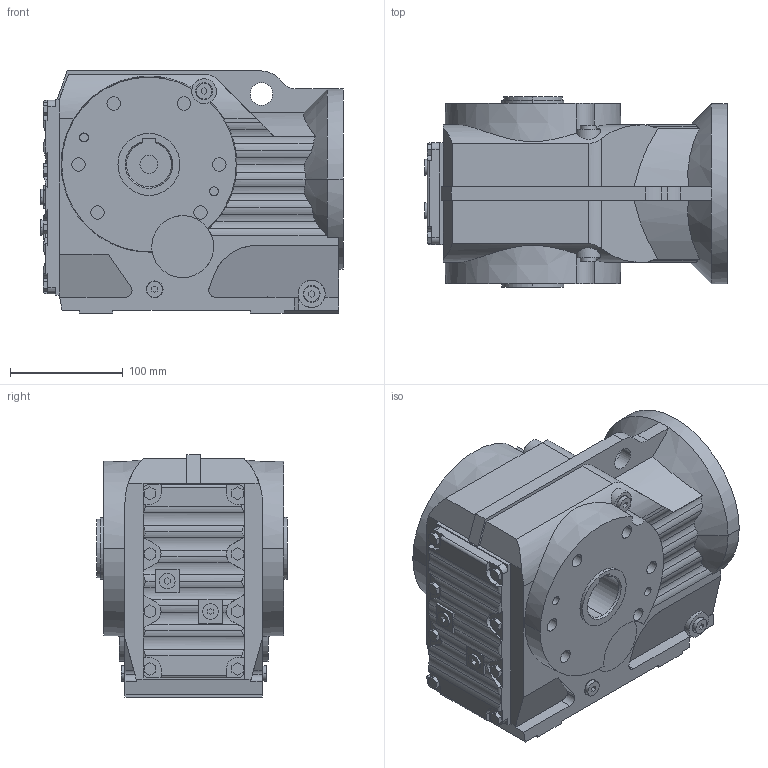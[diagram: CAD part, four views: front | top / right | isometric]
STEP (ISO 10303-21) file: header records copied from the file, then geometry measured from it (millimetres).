
FILE_DESCRIPTION(('STEP AP214'),'1');
FILE_NAME('cctmp_9F216A15-7C2D-4DD1-8A76-CF063E1B813C_2021_6_18_9_46_37_104..stp','2021-06-18T07:46:37',('SEW-EURODRIVE GmbH & Co KG'),('CADClick - www.CADClick.com'),'Spatial InterOp 3D postprocessed',' ','unknown authorization');
FILE_SCHEMA(('AUTOMOTIVE_DESIGN'));
Length unit declared in the file: millimetre
Products named in the file (1): 2021_06_18__09-46-37-104
Bounding box: 268.5 x 169 x 215 mm (x, y, z)
Volume: 6665595.2 mm3; surface area: 288017.4 mm2
Topology: 1 solids, 3 shells, 496 faces, 1277 edges, 842 vertices
Faces by surface type: plane 280, cylinder 202, cone 14
Entity records: 18093 total; most frequent: CARTESIAN_POINT 4560, ORIENTED_EDGE 2554, DIRECTION 2396, EDGE_CURVE 1277, VERTEX_POINT 842, AXIS2_PLACEMENT_3D 802, LINE 792, VECTOR 792
